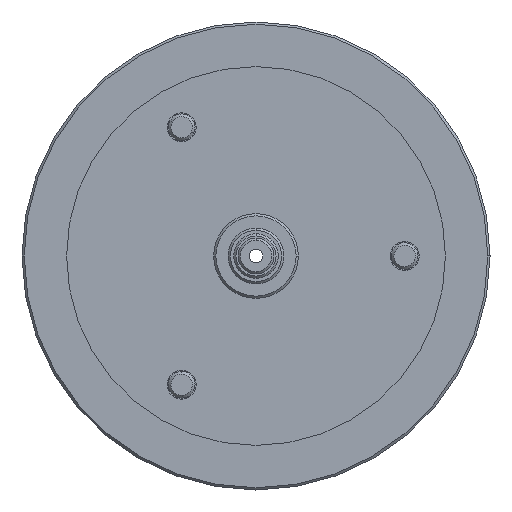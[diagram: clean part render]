
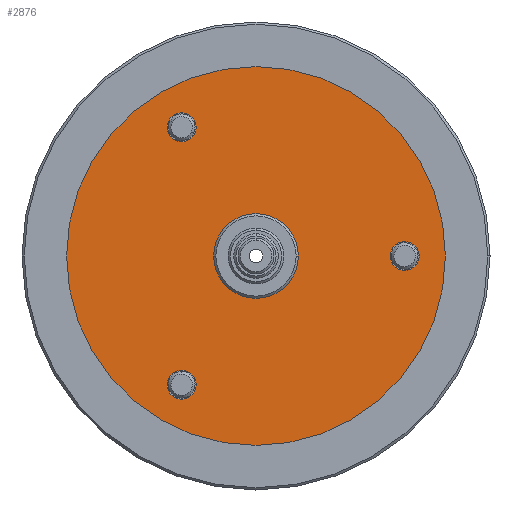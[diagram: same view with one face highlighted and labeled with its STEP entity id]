
A CAD part, left-side view. The second image highlights one B-rep face of the part: STEP entity #2876.
In plain terms, the highlighted face is planar.
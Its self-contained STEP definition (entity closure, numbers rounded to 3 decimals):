
#69 = CARTESIAN_POINT ( 'NONE',  ( 0., 5., -85. ) ) ;
#77 = CIRCLE ( 'NONE', #78, 6.5 ) ;
#78 = AXIS2_PLACEMENT_3D ( 'NONE', #2360, #4160, #5894 ) ;
#89 = DIRECTION ( 'NONE',  ( 0., 0., -1. ) ) ;
#275 = FACE_BOUND ( 'NONE', #5958, .T. ) ;
#277 = EDGE_CURVE ( 'NONE', #6685, #2017, #850, .T. ) ;
#298 = DIRECTION ( 'NONE',  ( 0., -1., 0. ) ) ;
#343 = DIRECTION ( 'NONE',  ( 0., -1., 0. ) ) ;
#432 = CARTESIAN_POINT ( 'NONE',  ( 57.764, 5., -39.85 ) ) ;
#652 = CARTESIAN_POINT ( 'NONE',  ( 0., 5., 85. ) ) ;
#764 = DIRECTION ( 'NONE',  ( 0., 0., -1. ) ) ;
#775 = AXIS2_PLACEMENT_3D ( 'NONE', #2008, #298, #875 ) ;
#792 = CARTESIAN_POINT ( 'NONE',  ( -57.764, 5., -33.35 ) ) ;
#850 = CIRCLE ( 'NONE', #4581, 19. ) ;
#875 = DIRECTION ( 'NONE',  ( 0., 0., -1. ) ) ;
#909 = ORIENTED_EDGE ( 'NONE', *, *, #2233, .F. ) ;
#926 = FACE_BOUND ( 'NONE', #5912, .T. ) ;
#930 = DIRECTION ( 'NONE',  ( 0., -1., 0. ) ) ;
#945 = ORIENTED_EDGE ( 'NONE', *, *, #2700, .F. ) ;
#1197 = DIRECTION ( 'NONE',  ( 0., -1., 0. ) ) ;
#1232 = VERTEX_POINT ( 'NONE', #652 ) ;
#1234 = CARTESIAN_POINT ( 'NONE',  ( 57.764, 5., -26.85 ) ) ;
#1263 = ORIENTED_EDGE ( 'NONE', *, *, #5265, .F. ) ;
#1268 = AXIS2_PLACEMENT_3D ( 'NONE', #5450, #4189, #89 ) ;
#1321 = DIRECTION ( 'NONE',  ( 0., -1., 0. ) ) ;
#1371 = ORIENTED_EDGE ( 'NONE', *, *, #3228, .F. ) ;
#1381 = CARTESIAN_POINT ( 'NONE',  ( -57.764, 5., -26.85 ) ) ;
#1396 = DIRECTION ( 'NONE',  ( 0., 0., -1. ) ) ;
#1435 = CARTESIAN_POINT ( 'NONE',  ( 0., 5., 0. ) ) ;
#1531 = DIRECTION ( 'NONE',  ( 0., 0., -1. ) ) ;
#1686 = VERTEX_POINT ( 'NONE', #432 ) ;
#1901 = DIRECTION ( 'NONE',  ( 0., -1., 0. ) ) ;
#1932 = FACE_OUTER_BOUND ( 'NONE', #5149, .T. ) ;
#2008 = CARTESIAN_POINT ( 'NONE',  ( 0., 5., 0. ) ) ;
#2017 = VERTEX_POINT ( 'NONE', #5375 ) ;
#2155 = VERTEX_POINT ( 'NONE', #4153 ) ;
#2233 = EDGE_CURVE ( 'NONE', #4876, #2155, #4733, .T. ) ;
#2360 = CARTESIAN_POINT ( 'NONE',  ( 57.764, 5., -33.35 ) ) ;
#2426 = CARTESIAN_POINT ( 'NONE',  ( 0., 5., -19. ) ) ;
#2569 = CIRCLE ( 'NONE', #6066, 6.5 ) ;
#2580 = AXIS2_PLACEMENT_3D ( 'NONE', #6272, #343, #6188 ) ;
#2613 = ORIENTED_EDGE ( 'NONE', *, *, #4533, .T. ) ;
#2668 = VERTEX_POINT ( 'NONE', #69 ) ;
#2700 = EDGE_CURVE ( 'NONE', #2155, #4876, #2569, .T. ) ;
#2876 = ADVANCED_FACE ( 'NONE', ( #926, #4182, #275, #1932, #4017 ), #6698, .T. ) ;
#2889 = CIRCLE ( 'NONE', #6763, 6.5 ) ;
#3039 = CARTESIAN_POINT ( 'NONE',  ( 0., 5., 66.7 ) ) ;
#3087 = ORIENTED_EDGE ( 'NONE', *, *, #3819, .F. ) ;
#3228 = EDGE_CURVE ( 'NONE', #1686, #6003, #77, .T. ) ;
#3230 = DIRECTION ( 'NONE',  ( 0., -1., 0. ) ) ;
#3277 = DIRECTION ( 'NONE',  ( 0., -1., 0. ) ) ;
#3485 = CARTESIAN_POINT ( 'NONE',  ( 0., 5., 60.2 ) ) ;
#3515 = AXIS2_PLACEMENT_3D ( 'NONE', #4290, #1321, #6644 ) ;
#3541 = ORIENTED_EDGE ( 'NONE', *, *, #4048, .F. ) ;
#3593 = EDGE_CURVE ( 'NONE', #1232, #2668, #5540, .T. ) ;
#3594 = DIRECTION ( 'NONE',  ( 0., 0., -1. ) ) ;
#3819 = EDGE_CURVE ( 'NONE', #6506, #5132, #6906, .T. ) ;
#4017 = FACE_BOUND ( 'NONE', #4978, .T. ) ;
#4048 = EDGE_CURVE ( 'NONE', #5132, #6506, #2889, .T. ) ;
#4118 = ORIENTED_EDGE ( 'NONE', *, *, #5249, .F. ) ;
#4153 = CARTESIAN_POINT ( 'NONE',  ( 0., 5., 73.2 ) ) ;
#4160 = DIRECTION ( 'NONE',  ( 0., -1., 0. ) ) ;
#4182 = FACE_BOUND ( 'NONE', #5584, .T. ) ;
#4189 = DIRECTION ( 'NONE',  ( 0., -1., 0. ) ) ;
#4290 = CARTESIAN_POINT ( 'NONE',  ( 19., 5., 0. ) ) ;
#4324 = DIRECTION ( 'NONE',  ( 0., -1., 0. ) ) ;
#4347 = CARTESIAN_POINT ( 'NONE',  ( -57.764, 5., -39.85 ) ) ;
#4423 = DIRECTION ( 'NONE',  ( 0., 0., -1. ) ) ;
#4426 = AXIS2_PLACEMENT_3D ( 'NONE', #5662, #930, #1531 ) ;
#4533 = EDGE_CURVE ( 'NONE', #2668, #1232, #7218, .T. ) ;
#4581 = AXIS2_PLACEMENT_3D ( 'NONE', #1435, #3230, #4423 ) ;
#4733 = CIRCLE ( 'NONE', #6466, 6.5 ) ;
#4876 = VERTEX_POINT ( 'NONE', #3485 ) ;
#4978 = EDGE_LOOP ( 'NONE', ( #7360, #1263 ) ) ;
#5132 = VERTEX_POINT ( 'NONE', #1381 ) ;
#5149 = EDGE_LOOP ( 'NONE', ( #2613, #7470 ) ) ;
#5192 = CIRCLE ( 'NONE', #4426, 6.5 ) ;
#5249 = EDGE_CURVE ( 'NONE', #6003, #1686, #5192, .T. ) ;
#5265 = EDGE_CURVE ( 'NONE', #2017, #6685, #5908, .T. ) ;
#5375 = CARTESIAN_POINT ( 'NONE',  ( 0., 5., 19. ) ) ;
#5450 = CARTESIAN_POINT ( 'NONE',  ( 0., 5., 0. ) ) ;
#5462 = CARTESIAN_POINT ( 'NONE',  ( 0., 5., 66.7 ) ) ;
#5540 = CIRCLE ( 'NONE', #775, 85. ) ;
#5584 = EDGE_LOOP ( 'NONE', ( #3541, #3087 ) ) ;
#5602 = CARTESIAN_POINT ( 'NONE',  ( -57.764, 5., -33.35 ) ) ;
#5662 = CARTESIAN_POINT ( 'NONE',  ( 57.764, 5., -33.35 ) ) ;
#5894 = DIRECTION ( 'NONE',  ( 0., 0., -1. ) ) ;
#5908 = CIRCLE ( 'NONE', #2580, 19. ) ;
#5912 = EDGE_LOOP ( 'NONE', ( #4118, #1371 ) ) ;
#5958 = EDGE_LOOP ( 'NONE', ( #945, #909 ) ) ;
#6003 = VERTEX_POINT ( 'NONE', #1234 ) ;
#6047 = DIRECTION ( 'NONE',  ( 0., 0., -1. ) ) ;
#6066 = AXIS2_PLACEMENT_3D ( 'NONE', #3039, #1197, #3594 ) ;
#6188 = DIRECTION ( 'NONE',  ( 0., 0., -1. ) ) ;
#6272 = CARTESIAN_POINT ( 'NONE',  ( 0., 5., 0. ) ) ;
#6466 = AXIS2_PLACEMENT_3D ( 'NONE', #5462, #1901, #6047 ) ;
#6506 = VERTEX_POINT ( 'NONE', #4347 ) ;
#6616 = AXIS2_PLACEMENT_3D ( 'NONE', #792, #4324, #764 ) ;
#6644 = DIRECTION ( 'NONE',  ( 0., 0., -1. ) ) ;
#6685 = VERTEX_POINT ( 'NONE', #2426 ) ;
#6698 = PLANE ( 'NONE',  #3515 ) ;
#6763 = AXIS2_PLACEMENT_3D ( 'NONE', #5602, #3277, #1396 ) ;
#6906 = CIRCLE ( 'NONE', #6616, 6.5 ) ;
#7218 = CIRCLE ( 'NONE', #1268, 85. ) ;
#7360 = ORIENTED_EDGE ( 'NONE', *, *, #277, .F. ) ;
#7470 = ORIENTED_EDGE ( 'NONE', *, *, #3593, .T. ) ;
